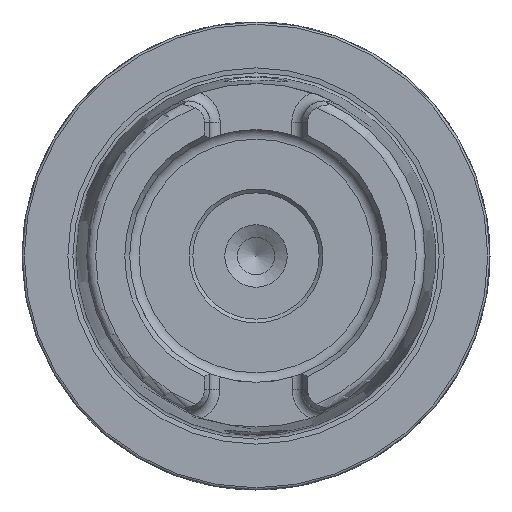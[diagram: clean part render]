
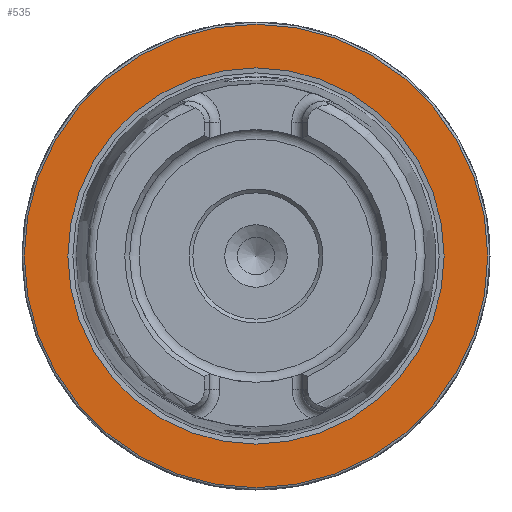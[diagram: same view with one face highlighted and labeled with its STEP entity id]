
A CAD part, left-side view. The second image highlights one B-rep face of the part: STEP entity #535.
In plain terms, the highlighted planar face has unit normal (-1, 0, 0).
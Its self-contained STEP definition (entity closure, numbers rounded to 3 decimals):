
#69 = DIRECTION ( 'NONE',  ( 0., 0., 1. ) ) ;
#81 = CARTESIAN_POINT ( 'NONE',  ( 0., 0., 31.2 ) ) ;
#122 = DIRECTION ( 'NONE',  ( 0., 0., -1. ) ) ;
#535 = ADVANCED_FACE ( 'NONE', ( #3339, #3947 ), #3669, .F. ) ;
#638 = VERTEX_POINT ( 'NONE', #81 ) ;
#757 = CARTESIAN_POINT ( 'NONE',  ( 0., 0., 0. ) ) ;
#1044 = EDGE_LOOP ( 'NONE', ( #2396 ) ) ;
#1047 = AXIS2_PLACEMENT_3D ( 'NONE', #3994, #1546, #122 ) ;
#1107 = CIRCLE ( 'NONE', #4225, 25.324 ) ;
#1485 = DIRECTION ( 'NONE',  ( 0., 0., 1. ) ) ;
#1546 = DIRECTION ( 'NONE',  ( 1., 0., 0. ) ) ;
#1982 = AXIS2_PLACEMENT_3D ( 'NONE', #4395, #4374, #69 ) ;
#2247 = CARTESIAN_POINT ( 'NONE',  ( 0., 0., 25.324 ) ) ;
#2293 = VERTEX_POINT ( 'NONE', #2247 ) ;
#2396 = ORIENTED_EDGE ( 'NONE', *, *, #2397, .F. ) ;
#2397 = EDGE_CURVE ( 'NONE', #2293, #2293, #1107, .T. ) ;
#2512 = EDGE_CURVE ( 'NONE', #638, #638, #4609, .T. ) ;
#3280 = DIRECTION ( 'NONE',  ( -1., 0., 0. ) ) ;
#3339 = FACE_BOUND ( 'NONE', #1044, .T. ) ;
#3669 = PLANE ( 'NONE',  #1047 ) ;
#3853 = EDGE_LOOP ( 'NONE', ( #4115 ) ) ;
#3947 = FACE_OUTER_BOUND ( 'NONE', #3853, .T. ) ;
#3994 = CARTESIAN_POINT ( 'NONE',  ( 0., 31.2, 0. ) ) ;
#4115 = ORIENTED_EDGE ( 'NONE', *, *, #2512, .T. ) ;
#4225 = AXIS2_PLACEMENT_3D ( 'NONE', #757, #3280, #1485 ) ;
#4374 = DIRECTION ( 'NONE',  ( -1., 0., 0. ) ) ;
#4395 = CARTESIAN_POINT ( 'NONE',  ( 0., 0., 0. ) ) ;
#4609 = CIRCLE ( 'NONE', #1982, 31.2 ) ;
